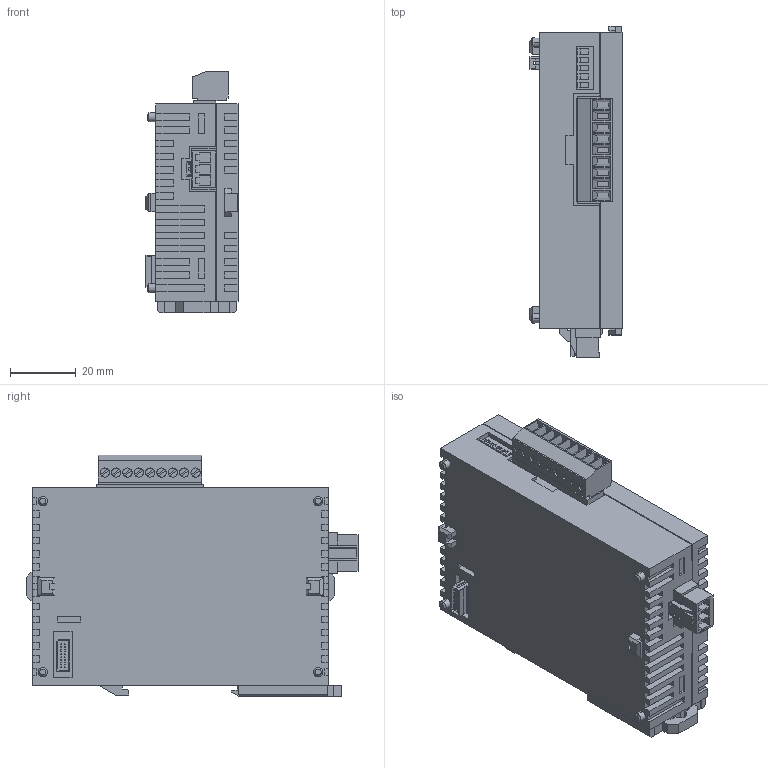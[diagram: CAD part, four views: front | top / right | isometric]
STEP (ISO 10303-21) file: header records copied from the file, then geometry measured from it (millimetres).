
FILE_DESCRIPTION (( 'STEP AP203' ), '1' );
FILE_NAME ('afp0ra21.STEP', '2015-03-25T02:12:50', ( '' ), ( '' ), 'SwSTEP 2.0', 'SolidWorks 2010', '' );
FILE_SCHEMA (( 'CONFIG_CONTROL_DESIGN' ));
Length unit declared in the file: millimetre
Products named in the file (1): afp0ra21
Bounding box: 28 x 101 x 73.45 mm (x, y, z)
Volume: 137731.1 mm3; surface area: 25538.3 mm2
Topology: 1 solids, 1 shells, 843 faces, 2271 edges, 1492 vertices
Faces by surface type: plane 768, cylinder 51, bspline 16, cone 8
Entity records: 26188 total; most frequent: CARTESIAN_POINT 4847, ORIENTED_EDGE 4542, DIRECTION 4073, EDGE_CURVE 2271, VECTOR 2125, LINE 2125, VERTEX_POINT 1492, AXIS2_PLACEMENT_3D 974
